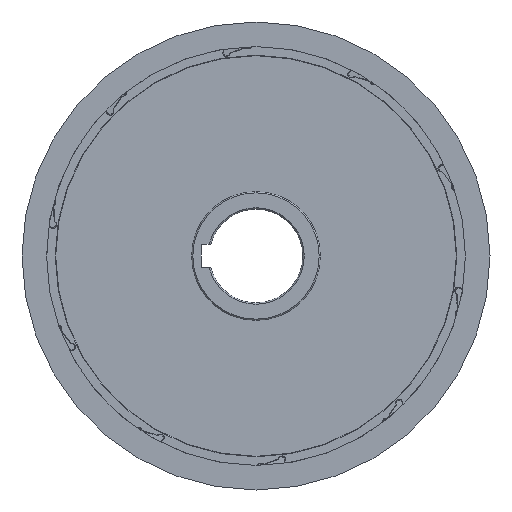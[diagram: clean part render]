
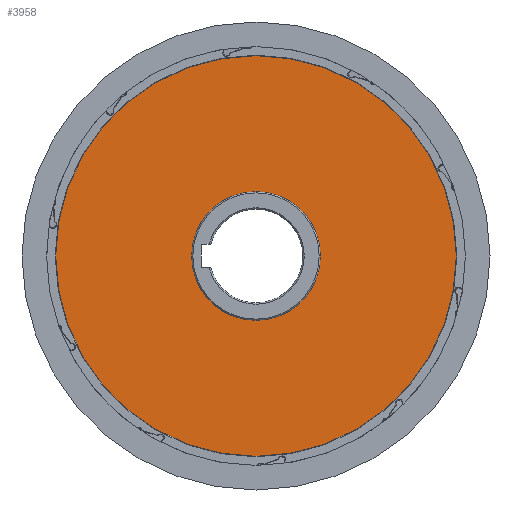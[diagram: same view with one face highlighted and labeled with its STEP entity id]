
A CAD part, left-side view. The second image highlights one B-rep face of the part: STEP entity #3958.
In plain terms, the highlighted planar face has unit normal (-1, 0, 0).
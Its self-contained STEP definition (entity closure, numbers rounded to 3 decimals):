
#354 = CARTESIAN_POINT ( 'NONE',  ( -7.2, 0., -27.5 ) ) ;
#602 = DIRECTION ( 'NONE',  ( 0., 0., -1. ) ) ;
#652 = CARTESIAN_POINT ( 'NONE',  ( -7.2, 0., 0. ) ) ;
#654 = DIRECTION ( 'NONE',  ( 1., 0., 0. ) ) ;
#655 = DIRECTION ( 'NONE',  ( 0., 0., -1. ) ) ;
#656 = CARTESIAN_POINT ( 'NONE',  ( -7.2, 0., 0. ) ) ;
#659 = CARTESIAN_POINT ( 'NONE',  ( -7.2, 0., 85.6 ) ) ;
#669 = CARTESIAN_POINT ( 'NONE',  ( -7.2, 0., -85.6 ) ) ;
#927 = PLANE ( 'NONE',  #4509 ) ;
#994 = CARTESIAN_POINT ( 'NONE',  ( -7.2, 0., 27.5 ) ) ;
#1007 = DIRECTION ( 'NONE',  ( 1., 0., 0. ) ) ;
#1012 = DIRECTION ( 'NONE',  ( -1., 0., 0. ) ) ;
#1013 = CARTESIAN_POINT ( 'NONE',  ( -7.2, 85.6, 0. ) ) ;
#1043 = DIRECTION ( 'NONE',  ( 0., 0., 1. ) ) ;
#1364 = FACE_BOUND ( 'NONE', #1632, .T. ) ;
#1423 = FACE_OUTER_BOUND ( 'NONE', #1822, .T. ) ;
#1431 = CIRCLE ( 'NONE', #4400, 27.5 ) ;
#1550 = CIRCLE ( 'NONE', #4399, 85.6 ) ;
#1632 = EDGE_LOOP ( 'NONE', ( #3735, #3705 ) ) ;
#1822 = EDGE_LOOP ( 'NONE', ( #3729, #3672 ) ) ;
#3093 = DIRECTION ( 'NONE',  ( 0., 0., -1. ) ) ;
#3114 = CARTESIAN_POINT ( 'NONE',  ( -7.2, 0., 0. ) ) ;
#3115 = DIRECTION ( 'NONE',  ( 1., 0., 0. ) ) ;
#3165 = CARTESIAN_POINT ( 'NONE',  ( -7.2, 0., 0. ) ) ;
#3166 = DIRECTION ( 'NONE',  ( 1., 0., 0. ) ) ;
#3167 = DIRECTION ( 'NONE',  ( 0., 0., -1. ) ) ;
#3384 = CIRCLE ( 'NONE', #4292, 85.6 ) ;
#3535 = CIRCLE ( 'NONE', #4275, 27.5 ) ;
#3672 = ORIENTED_EDGE ( 'NONE', *, *, #4139, .F. ) ;
#3705 = ORIENTED_EDGE ( 'NONE', *, *, #4140, .T. ) ;
#3729 = ORIENTED_EDGE ( 'NONE', *, *, #4640, .F. ) ;
#3735 = ORIENTED_EDGE ( 'NONE', *, *, #4591, .T. ) ;
#3736 = VERTEX_POINT ( 'NONE', #669 ) ;
#3841 = VERTEX_POINT ( 'NONE', #659 ) ;
#3900 = VERTEX_POINT ( 'NONE', #994 ) ;
#3958 = ADVANCED_FACE ( 'NONE', ( #1364, #1423 ), #927, .T. ) ;
#4092 = VERTEX_POINT ( 'NONE', #354 ) ;
#4139 = EDGE_CURVE ( 'NONE', #3736, #3841, #1550, .T. ) ;
#4140 = EDGE_CURVE ( 'NONE', #3900, #4092, #1431, .T. ) ;
#4275 = AXIS2_PLACEMENT_3D ( 'NONE', #3114, #3115, #3093 ) ;
#4292 = AXIS2_PLACEMENT_3D ( 'NONE', #3165, #3166, #3167 ) ;
#4399 = AXIS2_PLACEMENT_3D ( 'NONE', #656, #654, #655 ) ;
#4400 = AXIS2_PLACEMENT_3D ( 'NONE', #652, #1007, #602 ) ;
#4509 = AXIS2_PLACEMENT_3D ( 'NONE', #1013, #1012, #1043 ) ;
#4591 = EDGE_CURVE ( 'NONE', #4092, #3900, #3535, .T. ) ;
#4640 = EDGE_CURVE ( 'NONE', #3841, #3736, #3384, .T. ) ;
